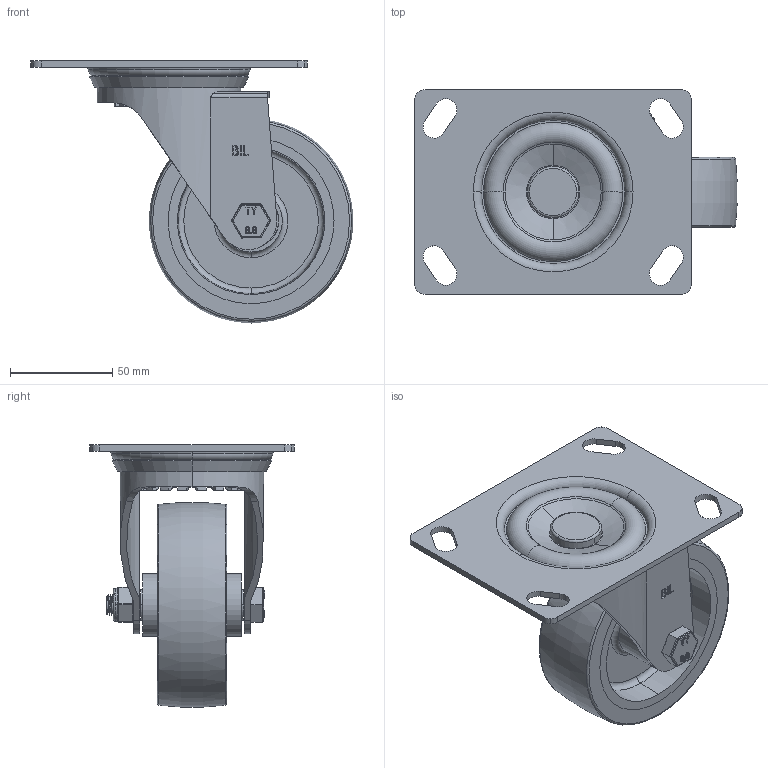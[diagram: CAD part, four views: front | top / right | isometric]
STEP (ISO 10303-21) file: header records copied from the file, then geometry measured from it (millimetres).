
FILE_DESCRIPTION(('STEP AP203'),'1');
FILE_NAME('BZEH100NPBLP.STEP','2023-07-27T13:16:52',(' '),(' '),'Spatial InterOp 3D',' ',' ');
FILE_SCHEMA(('CONFIG_CONTROL_DESIGN'));
Length unit declared in the file: metre
Products named in the file (25): ZINC PLATED, PRESSED STEEL TOP PLATE; ZINC PLATED, PRESSED STEEL TOP PLATE Geometry; Pattern; Component2; BZEH100ASLP; ZINC PLATED, PRESSED STEEL FORKS; BEARING SEAL; BZEH100NPBLP; BZH100WNPRB61; POLYURETHANE TYRE; NYLON RIM; NYLON RIM Geometry; CAP; ROLLER BEARING; CAGE; RIBS; Component4; TUBEM15X50; ZINC PLATED AXLE TUBE; HEXBOLTM10X70Z8.8; GRADE 8.8 THREADED ZINC PLATED BOLT; NYLOC NUT; RUBBER; NUT; NYLOCM10Z
Assembly tree (50 placements, depth 5):
  BZEH100NPBLP
    BZEH100ASLP
      ZINC PLATED, PRESSED STEEL TOP PLATE
        ZINC PLATED, PRESSED STEEL TOP PLATE Geometry
        Pattern
          Component2  x20
      ZINC PLATED, PRESSED STEEL FORKS
      BEARING SEAL
    BZH100WNPRB61
      POLYURETHANE TYRE
      NYLON RIM
        NYLON RIM Geometry
        CAP
      ROLLER BEARING
        CAGE
        RIBS
          Component4  x8
    TUBEM15X50
      ZINC PLATED AXLE TUBE
    HEXBOLTM10X70Z8.8
      GRADE 8.8 THREADED ZINC PLATED BOLT
    NYLOCM10Z
      NYLOC NUT
        RUBBER
        NUT
Bounding box: 157.32 x 100 x 127.89 mm (x, y, z)
Volume: 275369.8 mm3; surface area: 142947.5 mm2
Topology: 39 solids, 39 shells, 738 faces, 1882 edges, 1156 vertices
Faces by surface type: plane 307, cylinder 229, torus 68, sphere 64, extrusion 46, cone 18, bspline 6
Entity records: 31297 total; most frequent: CARTESIAN_POINT 13472, DIRECTION 3526, ORIENTED_EDGE 3414, EDGE_CURVE 1707, AXIS2_PLACEMENT_3D 1341, VERTEX_POINT 1076, VECTOR 844, LINE 798
